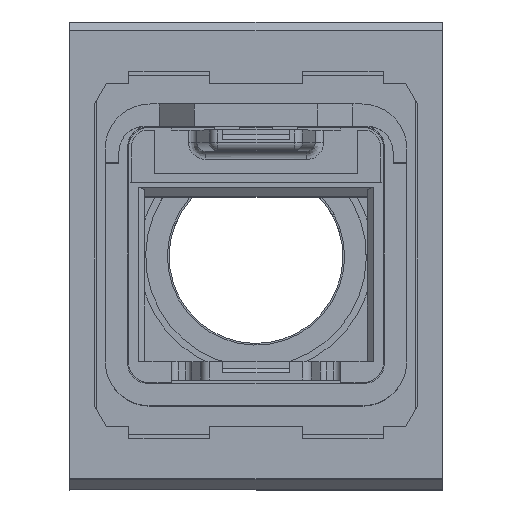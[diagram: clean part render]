
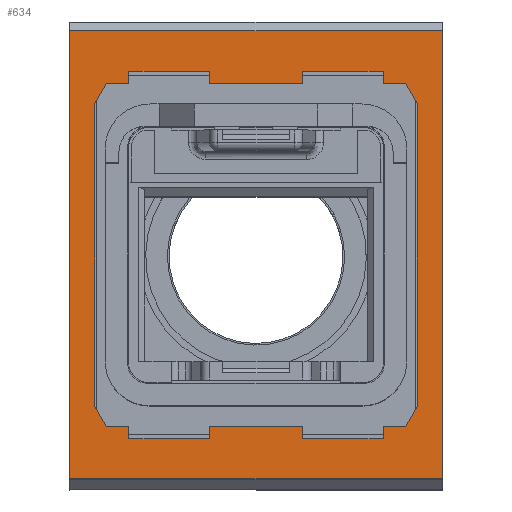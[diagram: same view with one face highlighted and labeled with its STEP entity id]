
A CAD part, top view. The second image highlights one B-rep face of the part: STEP entity #634.
In plain terms, the highlighted planar face has unit normal (0, 0, 1).
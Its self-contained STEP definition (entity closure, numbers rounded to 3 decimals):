
#422=AXIS2_PLACEMENT_3D('Plane Axis2P3D',#419,#420,#421) ;
#98=CARTESIAN_POINT('Vertex',(1.5,23.034,65.6)) ;
#103=CARTESIAN_POINT('Line Origine',(1.5,13.996,65.6)) ;
#107=CARTESIAN_POINT('Vertex',(1.5,4.959,65.6)) ;
#249=CARTESIAN_POINT('Vertex',(20.8,4.959,65.6)) ;
#254=CARTESIAN_POINT('Line Origine',(20.8,13.996,65.6)) ;
#258=CARTESIAN_POINT('Vertex',(20.8,23.034,65.6)) ;
#419=CARTESIAN_POINT('Axis2P3D Location',(11.15,13.996,65.6)) ;
#424=CARTESIAN_POINT('Line Origine',(0.,13.996,65.6)) ;
#428=CARTESIAN_POINT('Vertex',(0.,27.396,65.6)) ;
#430=CARTESIAN_POINT('Vertex',(0.,0.596,65.6)) ;
#433=CARTESIAN_POINT('Line Origine',(11.15,0.596,65.6)) ;
#437=CARTESIAN_POINT('Vertex',(22.3,0.596,65.6)) ;
#440=CARTESIAN_POINT('Line Origine',(22.3,13.996,65.6)) ;
#444=CARTESIAN_POINT('Vertex',(22.3,27.396,65.6)) ;
#447=CARTESIAN_POINT('Line Origine',(11.15,27.396,65.6)) ;
#458=CARTESIAN_POINT('Line Origine',(2.875,3.746,65.6)) ;
#462=CARTESIAN_POINT('Vertex',(2.2,3.746,65.6)) ;
#464=CARTESIAN_POINT('Vertex',(3.55,3.746,65.6)) ;
#467=CARTESIAN_POINT('Line Origine',(1.85,4.352,65.6)) ;
#472=CARTESIAN_POINT('Line Origine',(1.85,23.64,65.6)) ;
#476=CARTESIAN_POINT('Vertex',(2.2,24.246,65.6)) ;
#479=CARTESIAN_POINT('Line Origine',(2.875,24.246,65.6)) ;
#483=CARTESIAN_POINT('Vertex',(3.55,24.246,65.6)) ;
#486=CARTESIAN_POINT('Line Origine',(3.55,24.621,65.6)) ;
#490=CARTESIAN_POINT('Vertex',(3.55,24.996,65.6)) ;
#493=CARTESIAN_POINT('Line Origine',(5.95,24.996,65.6)) ;
#497=CARTESIAN_POINT('Vertex',(8.35,24.996,65.6)) ;
#500=CARTESIAN_POINT('Line Origine',(8.35,24.621,65.6)) ;
#504=CARTESIAN_POINT('Vertex',(8.35,24.246,65.6)) ;
#507=CARTESIAN_POINT('Line Origine',(11.15,24.246,65.6)) ;
#511=CARTESIAN_POINT('Vertex',(13.95,24.246,65.6)) ;
#514=CARTESIAN_POINT('Line Origine',(13.95,24.621,65.6)) ;
#518=CARTESIAN_POINT('Vertex',(13.95,24.996,65.6)) ;
#521=CARTESIAN_POINT('Line Origine',(16.35,24.996,65.6)) ;
#525=CARTESIAN_POINT('Vertex',(18.75,24.996,65.6)) ;
#528=CARTESIAN_POINT('Line Origine',(18.75,24.621,65.6)) ;
#532=CARTESIAN_POINT('Vertex',(18.75,24.246,65.6)) ;
#535=CARTESIAN_POINT('Line Origine',(19.425,24.246,65.6)) ;
#539=CARTESIAN_POINT('Vertex',(20.1,24.246,65.6)) ;
#542=CARTESIAN_POINT('Line Origine',(20.45,23.64,65.6)) ;
#547=CARTESIAN_POINT('Line Origine',(20.45,4.352,65.6)) ;
#551=CARTESIAN_POINT('Vertex',(20.1,3.746,65.6)) ;
#554=CARTESIAN_POINT('Line Origine',(19.425,3.746,65.6)) ;
#558=CARTESIAN_POINT('Vertex',(18.75,3.746,65.6)) ;
#561=CARTESIAN_POINT('Line Origine',(18.75,3.371,65.6)) ;
#565=CARTESIAN_POINT('Vertex',(18.75,2.996,65.6)) ;
#568=CARTESIAN_POINT('Line Origine',(16.35,2.996,65.6)) ;
#572=CARTESIAN_POINT('Vertex',(13.95,2.996,65.6)) ;
#575=CARTESIAN_POINT('Line Origine',(13.95,3.371,65.6)) ;
#579=CARTESIAN_POINT('Vertex',(13.95,3.746,65.6)) ;
#582=CARTESIAN_POINT('Line Origine',(11.15,3.746,65.6)) ;
#586=CARTESIAN_POINT('Vertex',(8.35,3.746,65.6)) ;
#589=CARTESIAN_POINT('Line Origine',(8.35,3.371,65.6)) ;
#593=CARTESIAN_POINT('Vertex',(8.35,2.996,65.6)) ;
#596=CARTESIAN_POINT('Line Origine',(5.95,2.996,65.6)) ;
#600=CARTESIAN_POINT('Vertex',(3.55,2.996,65.6)) ;
#603=CARTESIAN_POINT('Line Origine',(3.55,3.371,65.6)) ;
#104=DIRECTION('Vector Direction',(0.,-1.,0.)) ;
#255=DIRECTION('Vector Direction',(0.,1.,0.)) ;
#420=DIRECTION('Axis2P3D Direction',(0.,0.,1.)) ;
#421=DIRECTION('Axis2P3D XDirection',(1.,0.,0.)) ;
#425=DIRECTION('Vector Direction',(0.,-1.,0.)) ;
#434=DIRECTION('Vector Direction',(-1.,0.,0.)) ;
#441=DIRECTION('Vector Direction',(0.,1.,0.)) ;
#448=DIRECTION('Vector Direction',(1.,0.,0.)) ;
#459=DIRECTION('Vector Direction',(1.,0.,0.)) ;
#468=DIRECTION('Vector Direction',(0.5,-0.866,0.)) ;
#473=DIRECTION('Vector Direction',(-0.5,-0.866,0.)) ;
#480=DIRECTION('Vector Direction',(-1.,0.,0.)) ;
#487=DIRECTION('Vector Direction',(0.,-1.,0.)) ;
#494=DIRECTION('Vector Direction',(-1.,0.,0.)) ;
#501=DIRECTION('Vector Direction',(0.,1.,0.)) ;
#508=DIRECTION('Vector Direction',(-1.,0.,0.)) ;
#515=DIRECTION('Vector Direction',(0.,-1.,0.)) ;
#522=DIRECTION('Vector Direction',(-1.,0.,0.)) ;
#529=DIRECTION('Vector Direction',(0.,1.,0.)) ;
#536=DIRECTION('Vector Direction',(-1.,0.,0.)) ;
#543=DIRECTION('Vector Direction',(-0.5,0.866,0.)) ;
#548=DIRECTION('Vector Direction',(0.5,0.866,0.)) ;
#555=DIRECTION('Vector Direction',(1.,0.,0.)) ;
#562=DIRECTION('Vector Direction',(0.,1.,0.)) ;
#569=DIRECTION('Vector Direction',(1.,0.,0.)) ;
#576=DIRECTION('Vector Direction',(0.,-1.,0.)) ;
#583=DIRECTION('Vector Direction',(1.,0.,0.)) ;
#590=DIRECTION('Vector Direction',(0.,1.,0.)) ;
#597=DIRECTION('Vector Direction',(1.,0.,0.)) ;
#604=DIRECTION('Vector Direction',(0.,-1.,0.)) ;
#105=VECTOR('Line Direction',#104,1.) ;
#256=VECTOR('Line Direction',#255,1.) ;
#426=VECTOR('Line Direction',#425,1.) ;
#435=VECTOR('Line Direction',#434,1.) ;
#442=VECTOR('Line Direction',#441,1.) ;
#449=VECTOR('Line Direction',#448,1.) ;
#460=VECTOR('Line Direction',#459,1.) ;
#469=VECTOR('Line Direction',#468,1.) ;
#474=VECTOR('Line Direction',#473,1.) ;
#481=VECTOR('Line Direction',#480,1.) ;
#488=VECTOR('Line Direction',#487,1.) ;
#495=VECTOR('Line Direction',#494,1.) ;
#502=VECTOR('Line Direction',#501,1.) ;
#509=VECTOR('Line Direction',#508,1.) ;
#516=VECTOR('Line Direction',#515,1.) ;
#523=VECTOR('Line Direction',#522,1.) ;
#530=VECTOR('Line Direction',#529,1.) ;
#537=VECTOR('Line Direction',#536,1.) ;
#544=VECTOR('Line Direction',#543,1.) ;
#549=VECTOR('Line Direction',#548,1.) ;
#556=VECTOR('Line Direction',#555,1.) ;
#563=VECTOR('Line Direction',#562,1.) ;
#570=VECTOR('Line Direction',#569,1.) ;
#577=VECTOR('Line Direction',#576,1.) ;
#584=VECTOR('Line Direction',#583,1.) ;
#591=VECTOR('Line Direction',#590,1.) ;
#598=VECTOR('Line Direction',#597,1.) ;
#605=VECTOR('Line Direction',#604,1.) ;
#453=ORIENTED_EDGE('',*,*,#432,.T.) ;
#454=ORIENTED_EDGE('',*,*,#439,.T.) ;
#455=ORIENTED_EDGE('',*,*,#446,.T.) ;
#456=ORIENTED_EDGE('',*,*,#451,.T.) ;
#609=ORIENTED_EDGE('',*,*,#466,.F.) ;
#610=ORIENTED_EDGE('',*,*,#471,.F.) ;
#611=ORIENTED_EDGE('',*,*,#109,.F.) ;
#612=ORIENTED_EDGE('',*,*,#478,.F.) ;
#613=ORIENTED_EDGE('',*,*,#485,.F.) ;
#614=ORIENTED_EDGE('',*,*,#492,.F.) ;
#615=ORIENTED_EDGE('',*,*,#499,.F.) ;
#616=ORIENTED_EDGE('',*,*,#506,.F.) ;
#617=ORIENTED_EDGE('',*,*,#513,.F.) ;
#618=ORIENTED_EDGE('',*,*,#520,.F.) ;
#619=ORIENTED_EDGE('',*,*,#527,.F.) ;
#620=ORIENTED_EDGE('',*,*,#534,.F.) ;
#621=ORIENTED_EDGE('',*,*,#541,.F.) ;
#622=ORIENTED_EDGE('',*,*,#546,.F.) ;
#623=ORIENTED_EDGE('',*,*,#260,.F.) ;
#624=ORIENTED_EDGE('',*,*,#553,.F.) ;
#625=ORIENTED_EDGE('',*,*,#560,.F.) ;
#626=ORIENTED_EDGE('',*,*,#567,.F.) ;
#627=ORIENTED_EDGE('',*,*,#574,.F.) ;
#628=ORIENTED_EDGE('',*,*,#581,.F.) ;
#629=ORIENTED_EDGE('',*,*,#588,.F.) ;
#630=ORIENTED_EDGE('',*,*,#595,.F.) ;
#631=ORIENTED_EDGE('',*,*,#602,.F.) ;
#632=ORIENTED_EDGE('',*,*,#607,.F.) ;
#633=FACE_BOUND('',#608,.T.) ;
#634=ADVANCED_FACE('V1',(#457,#633),#423,.T.) ;
#109=EDGE_CURVE('',#99,#108,#106,.T.) ;
#260=EDGE_CURVE('',#250,#259,#257,.T.) ;
#432=EDGE_CURVE('',#429,#431,#427,.T.) ;
#439=EDGE_CURVE('',#431,#438,#436,.F.) ;
#446=EDGE_CURVE('',#438,#445,#443,.T.) ;
#451=EDGE_CURVE('',#445,#429,#450,.F.) ;
#466=EDGE_CURVE('',#463,#465,#461,.T.) ;
#471=EDGE_CURVE('',#108,#463,#470,.T.) ;
#478=EDGE_CURVE('',#477,#99,#475,.T.) ;
#485=EDGE_CURVE('',#484,#477,#482,.T.) ;
#492=EDGE_CURVE('',#491,#484,#489,.T.) ;
#499=EDGE_CURVE('',#498,#491,#496,.T.) ;
#506=EDGE_CURVE('',#505,#498,#503,.T.) ;
#513=EDGE_CURVE('',#512,#505,#510,.T.) ;
#520=EDGE_CURVE('',#519,#512,#517,.T.) ;
#527=EDGE_CURVE('',#526,#519,#524,.T.) ;
#534=EDGE_CURVE('',#533,#526,#531,.T.) ;
#541=EDGE_CURVE('',#540,#533,#538,.T.) ;
#546=EDGE_CURVE('',#259,#540,#545,.T.) ;
#553=EDGE_CURVE('',#552,#250,#550,.T.) ;
#560=EDGE_CURVE('',#559,#552,#557,.T.) ;
#567=EDGE_CURVE('',#566,#559,#564,.T.) ;
#574=EDGE_CURVE('',#573,#566,#571,.T.) ;
#581=EDGE_CURVE('',#580,#573,#578,.T.) ;
#588=EDGE_CURVE('',#587,#580,#585,.T.) ;
#595=EDGE_CURVE('',#594,#587,#592,.T.) ;
#602=EDGE_CURVE('',#601,#594,#599,.T.) ;
#607=EDGE_CURVE('',#465,#601,#606,.T.) ;
#452=EDGE_LOOP('',(#453,#454,#455,#456)) ;
#608=EDGE_LOOP('',(#609,#610,#611,#612,#613,#614,#615,#616,#617,#618,#619,#620,#621,#622,#623,#624,#625,#626,#627,#628,#629,#630,#631,#632)) ;
#457=FACE_OUTER_BOUND('',#452,.T.) ;
#106=LINE('Line',#103,#105) ;
#257=LINE('Line',#254,#256) ;
#427=LINE('Line',#424,#426) ;
#436=LINE('Line',#433,#435) ;
#443=LINE('Line',#440,#442) ;
#450=LINE('Line',#447,#449) ;
#461=LINE('Line',#458,#460) ;
#470=LINE('Line',#467,#469) ;
#475=LINE('Line',#472,#474) ;
#482=LINE('Line',#479,#481) ;
#489=LINE('Line',#486,#488) ;
#496=LINE('Line',#493,#495) ;
#503=LINE('Line',#500,#502) ;
#510=LINE('Line',#507,#509) ;
#517=LINE('Line',#514,#516) ;
#524=LINE('Line',#521,#523) ;
#531=LINE('Line',#528,#530) ;
#538=LINE('Line',#535,#537) ;
#545=LINE('Line',#542,#544) ;
#550=LINE('Line',#547,#549) ;
#557=LINE('Line',#554,#556) ;
#564=LINE('Line',#561,#563) ;
#571=LINE('Line',#568,#570) ;
#578=LINE('Line',#575,#577) ;
#585=LINE('Line',#582,#584) ;
#592=LINE('Line',#589,#591) ;
#599=LINE('Line',#596,#598) ;
#606=LINE('Line',#603,#605) ;
#423=PLANE('',#422) ;
#99=VERTEX_POINT('',#98) ;
#108=VERTEX_POINT('',#107) ;
#250=VERTEX_POINT('',#249) ;
#259=VERTEX_POINT('',#258) ;
#429=VERTEX_POINT('',#428) ;
#431=VERTEX_POINT('',#430) ;
#438=VERTEX_POINT('',#437) ;
#445=VERTEX_POINT('',#444) ;
#463=VERTEX_POINT('',#462) ;
#465=VERTEX_POINT('',#464) ;
#477=VERTEX_POINT('',#476) ;
#484=VERTEX_POINT('',#483) ;
#491=VERTEX_POINT('',#490) ;
#498=VERTEX_POINT('',#497) ;
#505=VERTEX_POINT('',#504) ;
#512=VERTEX_POINT('',#511) ;
#519=VERTEX_POINT('',#518) ;
#526=VERTEX_POINT('',#525) ;
#533=VERTEX_POINT('',#532) ;
#540=VERTEX_POINT('',#539) ;
#552=VERTEX_POINT('',#551) ;
#559=VERTEX_POINT('',#558) ;
#566=VERTEX_POINT('',#565) ;
#573=VERTEX_POINT('',#572) ;
#580=VERTEX_POINT('',#579) ;
#587=VERTEX_POINT('',#586) ;
#594=VERTEX_POINT('',#593) ;
#601=VERTEX_POINT('',#600) ;
